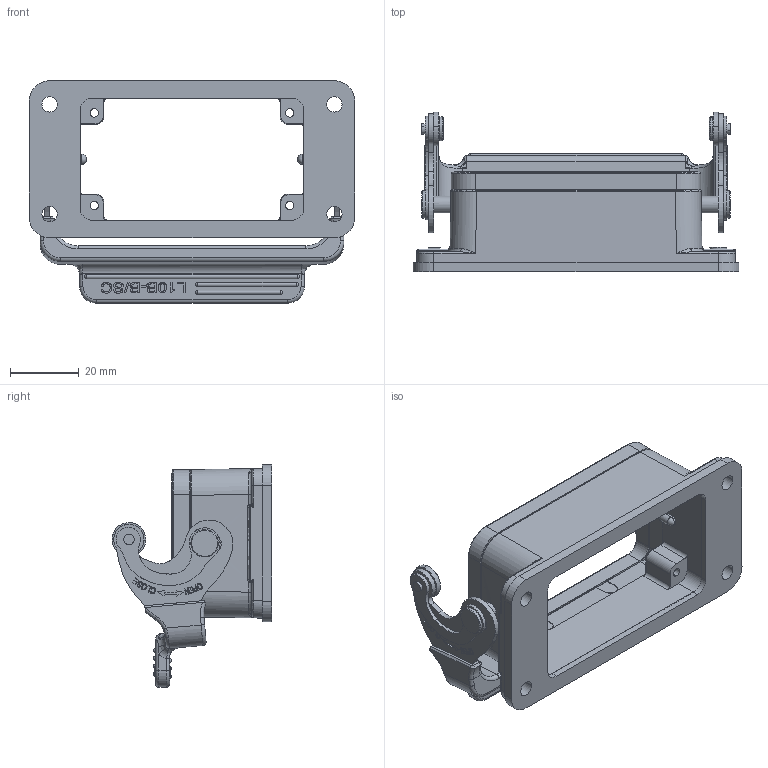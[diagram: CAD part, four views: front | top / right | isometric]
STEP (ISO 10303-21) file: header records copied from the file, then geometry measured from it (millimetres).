
FILE_DESCRIPTION(/* description */ (''),/* implementation_level */ '2;1');
FILE_NAME(/* name */ '3D_1240103211001_HV10B-BK-1L_SC_V1.1.stp',/* time_stamp */ '2023-12-13T11:40:18+08:00',/* author */ (''),/* organization */ (''),/* preprocessor_version */ 'ST-DEVELOPER v18.1',/* originating_system */ 'SIEMENS PLM Software NX 1980',/* authorisation */ '');
FILE_SCHEMA (('AUTOMOTIVE_DESIGN { 1 0 10303 214 3 1 1 1 }'));
Length unit declared in the file: millimetre
Products named in the file (1): 14592EFC6233l0zo
Bounding box: 95 x 46.57 x 64.86 mm (x, y, z)
Volume: 42498.2 mm3; surface area: 29432.5 mm2
Topology: 1 solids, 15 shells, 1316 faces, 3492 edges, 2263 vertices
Faces by surface type: cylinder 568, plane 545, torus 76, cone 40, extrusion 35, bspline 32, sphere 20
Entity records: 47599 total; most frequent: CARTESIAN_POINT 14664, ORIENTED_EDGE 6932, DIRECTION 5182, EDGE_CURVE 3466, VERTEX_POINT 2263, AXIS2_PLACEMENT_3D 1903, B_SPLINE_CURVE_WITH_KNOTS 1487, EDGE_LOOP 1437
